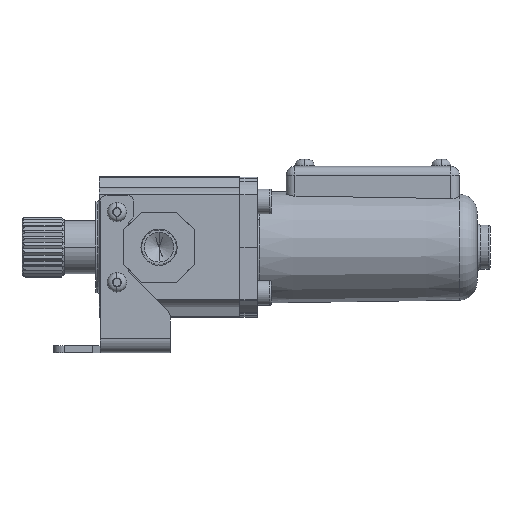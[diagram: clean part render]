
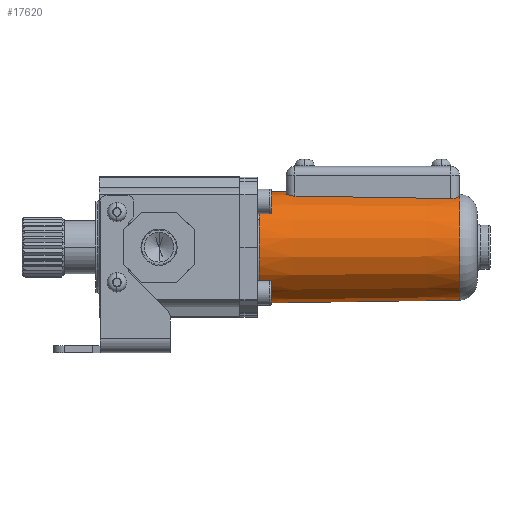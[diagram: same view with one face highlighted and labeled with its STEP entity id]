
A CAD part, left-side view. The second image highlights one B-rep face of the part: STEP entity #17620.
In plain terms, the highlighted conical face has half-angle 0.833 degrees and reference radius 14.986 mm.
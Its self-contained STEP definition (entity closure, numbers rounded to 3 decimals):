
#1090 = EDGE_CURVE ( 'NONE', #13248, #21061, #8975, .T. ) ;
#2365 = EDGE_CURVE ( 'NONE', #7088, #13248, #8391, .T. ) ;
#2478 = ORIENTED_EDGE ( 'NONE', *, *, #2365, .T. ) ;
#3005 = DIRECTION ( 'NONE',  ( 0., 1., 0.015 ) ) ;
#3473 = CARTESIAN_POINT ( 'NONE',  ( 0., -90.5, -14.986 ) ) ;
#3828 = EDGE_CURVE ( 'NONE', #7088, #10903, #20889, .T. ) ;
#5988 = CARTESIAN_POINT ( 'NONE',  ( 0., -28.493, 15.888 ) ) ;
#6132 = CARTESIAN_POINT ( 'NONE',  ( 0., -85.573, 0. ) ) ;
#6635 = CARTESIAN_POINT ( 'NONE',  ( 0., -85.573, 15.058 ) ) ;
#7088 = VERTEX_POINT ( 'NONE', #12365 ) ;
#7255 = CONICAL_SURFACE ( 'NONE', #10178, 14.986, 0.015 ) ;
#7880 = DIRECTION ( 'NONE',  ( 0., 0., 1. ) ) ;
#8391 = CIRCLE ( 'NONE', #18359, 15.058 ) ;
#8975 = LINE ( 'NONE', #11567, #12466 ) ;
#9806 = DIRECTION ( 'NONE',  ( 0., -1., 0. ) ) ;
#10178 = AXIS2_PLACEMENT_3D ( 'NONE', #20422, #15367, #17064 ) ;
#10310 = EDGE_CURVE ( 'NONE', #21061, #10903, #21724, .T. ) ;
#10903 = VERTEX_POINT ( 'NONE', #15607 ) ;
#11567 = CARTESIAN_POINT ( 'NONE',  ( 0., -90.5, 14.986 ) ) ;
#12365 = CARTESIAN_POINT ( 'NONE',  ( 0., -85.573, -15.058 ) ) ;
#12466 = VECTOR ( 'NONE', #3005, 1000. ) ;
#13248 = VERTEX_POINT ( 'NONE', #6635 ) ;
#15367 = DIRECTION ( 'NONE',  ( 0., 1., 0. ) ) ;
#15607 = CARTESIAN_POINT ( 'NONE',  ( 0., -28.493, -15.888 ) ) ;
#16339 = VECTOR ( 'NONE', #17196, 1000. ) ;
#16615 = EDGE_LOOP ( 'NONE', ( #17292, #2478, #20946, #17622 ) ) ;
#17064 = DIRECTION ( 'NONE',  ( 0., 0., 1. ) ) ;
#17196 = DIRECTION ( 'NONE',  ( 0., 1., -0.015 ) ) ;
#17292 = ORIENTED_EDGE ( 'NONE', *, *, #3828, .F. ) ;
#17620 = ADVANCED_FACE ( 'NONE', ( #20891 ), #7255, .T. ) ;
#17622 = ORIENTED_EDGE ( 'NONE', *, *, #10310, .T. ) ;
#18114 = DIRECTION ( 'NONE',  ( 0., 1., 0. ) ) ;
#18359 = AXIS2_PLACEMENT_3D ( 'NONE', #6132, #18114, #7880 ) ;
#20009 = CARTESIAN_POINT ( 'NONE',  ( 0., -28.493, 0. ) ) ;
#20174 = AXIS2_PLACEMENT_3D ( 'NONE', #20009, #9806, #21759 ) ;
#20422 = CARTESIAN_POINT ( 'NONE',  ( 0., -90.5, 0. ) ) ;
#20889 = LINE ( 'NONE', #3473, #16339 ) ;
#20891 = FACE_OUTER_BOUND ( 'NONE', #16615, .T. ) ;
#20946 = ORIENTED_EDGE ( 'NONE', *, *, #1090, .T. ) ;
#21061 = VERTEX_POINT ( 'NONE', #5988 ) ;
#21724 = CIRCLE ( 'NONE', #20174, 15.888 ) ;
#21759 = DIRECTION ( 'NONE',  ( 0., 0., -1. ) ) ;
